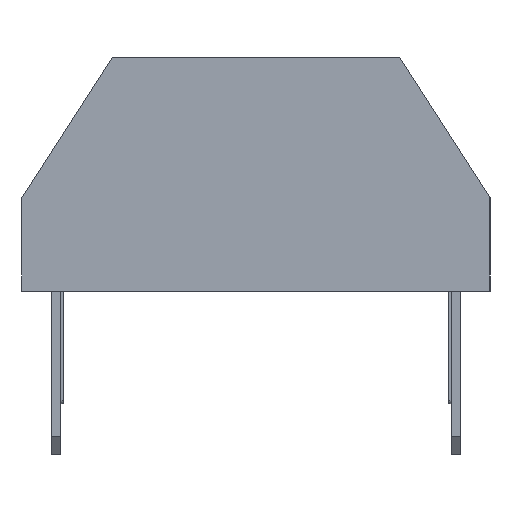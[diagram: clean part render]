
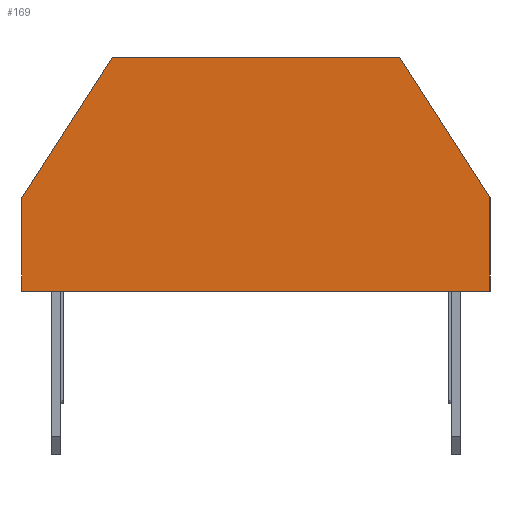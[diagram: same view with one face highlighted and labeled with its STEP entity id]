
A CAD part, left-side view. The second image highlights one B-rep face of the part: STEP entity #169.
In plain terms, the highlighted planar face has unit normal (-1, 0, 0).
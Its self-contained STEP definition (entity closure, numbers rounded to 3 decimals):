
#81=CARTESIAN_POINT('',(-13.97,5.,0.));
#82=VERTEX_POINT('',#81);
#89=CARTESIAN_POINT('',(-13.97,5.,2.));
#90=VERTEX_POINT('',#89);
#91=CARTESIAN_POINT('',(-13.97,5.,0.));
#92=DIRECTION('',(0.,0.,1.));
#93=VECTOR('',#92,2.);
#94=LINE('',#91,#93);
#95=EDGE_CURVE('',#82,#90,#94,.T.);
#123=CARTESIAN_POINT('',(-13.97,0.,2.5));
#124=DIRECTION('',(0.,-1.,0.));
#125=DIRECTION('',(-1.,0.,0.));
#126=AXIS2_PLACEMENT_3D('',#123,#125,#124);
#127=PLANE('',#126);
#128=CARTESIAN_POINT('',(-13.97,-5.,0.));
#129=VERTEX_POINT('',#128);
#130=CARTESIAN_POINT('',(-13.97,5.,0.));
#131=DIRECTION('',(0.,-1.,0.));
#132=VECTOR('',#131,10.);
#133=LINE('',#130,#132);
#134=EDGE_CURVE('',#82,#129,#133,.T.);
#135=ORIENTED_EDGE('',*,*,#134,.T.);
#136=CARTESIAN_POINT('',(-13.97,-5.,2.));
#137=VERTEX_POINT('',#136);
#138=CARTESIAN_POINT('',(-13.97,-5.,0.));
#139=DIRECTION('',(0.,0.,1.));
#140=VECTOR('',#139,2.);
#141=LINE('',#138,#140);
#142=EDGE_CURVE('',#129,#137,#141,.T.);
#143=ORIENTED_EDGE('',*,*,#142,.T.);
#144=CARTESIAN_POINT('',(-13.97,-3.07,5.));
#145=VERTEX_POINT('',#144);
#146=CARTESIAN_POINT('',(-13.97,-5.,2.));
#147=DIRECTION('',(0.,0.541,0.841));
#148=VECTOR('',#147,3.567);
#149=LINE('',#146,#148);
#150=EDGE_CURVE('',#137,#145,#149,.T.);
#151=ORIENTED_EDGE('',*,*,#150,.T.);
#152=CARTESIAN_POINT('',(-13.97,3.07,5.));
#153=VERTEX_POINT('',#152);
#154=CARTESIAN_POINT('',(-13.97,-3.07,5.));
#155=DIRECTION('',(0.,1.,0.));
#156=VECTOR('',#155,6.14);
#157=LINE('',#154,#156);
#158=EDGE_CURVE('',#145,#153,#157,.T.);
#159=ORIENTED_EDGE('',*,*,#158,.T.);
#160=CARTESIAN_POINT('',(-13.97,3.07,5.));
#161=DIRECTION('',(0.,0.541,-0.841));
#162=VECTOR('',#161,3.567);
#163=LINE('',#160,#162);
#164=EDGE_CURVE('',#153,#90,#163,.T.);
#165=ORIENTED_EDGE('',*,*,#164,.T.);
#166=ORIENTED_EDGE('',*,*,#95,.F.);
#167=EDGE_LOOP('',(#135,#143,#151,#159,#165,#166));
#168=FACE_OUTER_BOUND('',#167,.T.);
#169=ADVANCED_FACE('',(#168),#127,.T.);
